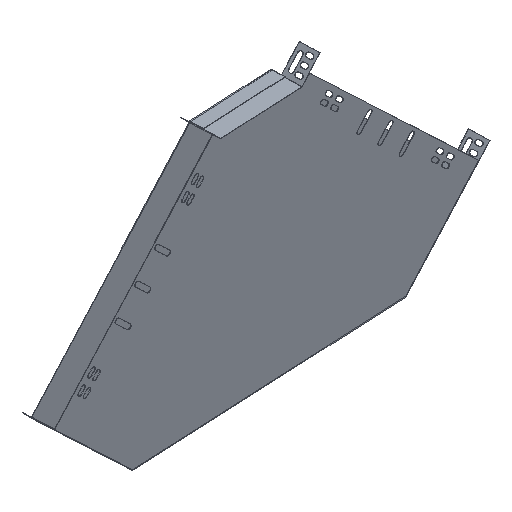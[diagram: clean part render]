
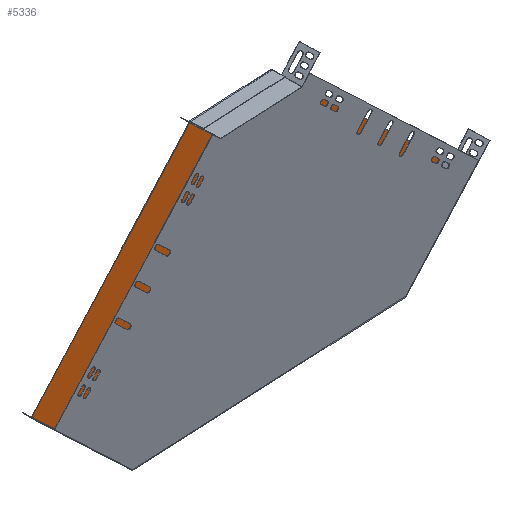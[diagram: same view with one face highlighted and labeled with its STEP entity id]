
A CAD part, isometric view. The second image highlights one B-rep face of the part: STEP entity #5336.
In plain terms, the highlighted planar face has unit normal (0.022, -1, 0.006).
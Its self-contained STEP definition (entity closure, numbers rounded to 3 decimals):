
#323 = VERTEX_POINT ( 'NONE', #6180 ) ;
#358 = CARTESIAN_POINT ( 'NONE',  ( -113.656, 57.768, 356.377 ) ) ;
#364 = LINE ( 'NONE', #3169, #4466 ) ;
#384 = VERTEX_POINT ( 'NONE', #3552 ) ;
#792 = ORIENTED_EDGE ( 'NONE', *, *, #2235, .F. ) ;
#871 = CARTESIAN_POINT ( 'NONE',  ( -255.005, 54.668, 353.055 ) ) ;
#874 = VECTOR ( 'NONE', #2818, 1000. ) ;
#901 = CARTESIAN_POINT ( 'NONE',  ( -410.087, 48.699, -53.278 ) ) ;
#973 = DIRECTION ( 'NONE',  ( -0.687, -0.02, -0.726 ) ) ;
#1025 = LINE ( 'NONE', #1165, #1184 ) ;
#1047 = VERTEX_POINT ( 'NONE', #3857 ) ;
#1059 = VERTEX_POINT ( 'NONE', #2824 ) ;
#1109 = ORIENTED_EDGE ( 'NONE', *, *, #5298, .T. ) ;
#1165 = CARTESIAN_POINT ( 'NONE',  ( -530.656, 46.802, 60.953 ) ) ;
#1184 = VECTOR ( 'NONE', #3296, 1000. ) ;
#1194 = VECTOR ( 'NONE', #4088, 1000. ) ;
#1256 = CARTESIAN_POINT ( 'NONE',  ( -530.656, 46.802, 60.953 ) ) ;
#1393 = FACE_OUTER_BOUND ( 'NONE', #6470, .T. ) ;
#1504 = VERTEX_POINT ( 'NONE', #2353 ) ;
#1595 = CARTESIAN_POINT ( 'NONE',  ( -530.656, 46.802, 60.953 ) ) ;
#1619 = ORIENTED_EDGE ( 'NONE', *, *, #2292, .F. ) ;
#1639 = DIRECTION ( 'NONE',  ( 0.022, -1., 0.006 ) ) ;
#1998 = DIRECTION ( 'NONE',  ( 0.999, 0.022, 0.027 ) ) ;
#2133 = DIRECTION ( 'NONE',  ( 0.726, 0.011, -0.688 ) ) ;
#2150 = EDGE_CURVE ( 'NONE', #6920, #384, #4230, .T. ) ;
#2189 = EDGE_CURVE ( 'NONE', #4756, #1047, #6734, .T. ) ;
#2235 = EDGE_CURVE ( 'NONE', #1504, #3097, #3708, .T. ) ;
#2276 = CARTESIAN_POINT ( 'NONE',  ( -113.669, 57.771, 356.877 ) ) ;
#2286 = VECTOR ( 'NONE', #1998, 1000. ) ;
#2292 = EDGE_CURVE ( 'NONE', #2834, #1504, #364, .T. ) ;
#2353 = CARTESIAN_POINT ( 'NONE',  ( 177.423, 62.349, 80.599 ) ) ;
#2620 = VECTOR ( 'NONE', #2671, 1000. ) ;
#2650 = EDGE_CURVE ( 'NONE', #3791, #323, #1025, .T. ) ;
#2671 = DIRECTION ( 'NONE',  ( 0.687, 0.02, 0.726 ) ) ;
#2735 = ORIENTED_EDGE ( 'NONE', *, *, #2150, .T. ) ;
#2818 = DIRECTION ( 'NONE',  ( 0.027, -0.006, -1. ) ) ;
#2824 = CARTESIAN_POINT ( 'NONE',  ( -254.991, 54.666, 352.555 ) ) ;
#2834 = VERTEX_POINT ( 'NONE', #358 ) ;
#2979 = VECTOR ( 'NONE', #3003, 1000. ) ;
#3002 = ORIENTED_EDGE ( 'NONE', *, *, #5751, .F. ) ;
#3003 = DIRECTION ( 'NONE',  ( 0.027, -0.006, -1. ) ) ;
#3067 = CARTESIAN_POINT ( 'NONE',  ( 63.247, 59.09, -40.479 ) ) ;
#3097 = VERTEX_POINT ( 'NONE', #6632 ) ;
#3152 = LINE ( 'NONE', #6217, #2979 ) ;
#3169 = CARTESIAN_POINT ( 'NONE',  ( -113.656, 57.768, 356.377 ) ) ;
#3296 = DIRECTION ( 'NONE',  ( -0.027, 0.006, 1. ) ) ;
#3552 = CARTESIAN_POINT ( 'NONE',  ( -255.005, 54.668, 353.055 ) ) ;
#3708 = LINE ( 'NONE', #6834, #6238 ) ;
#3719 = LINE ( 'NONE', #2276, #874 ) ;
#3721 = CARTESIAN_POINT ( 'NONE',  ( -254.991, 54.666, 352.555 ) ) ;
#3791 = VERTEX_POINT ( 'NONE', #1256 ) ;
#3857 = CARTESIAN_POINT ( 'NONE',  ( 63.247, 59.09, -40.479 ) ) ;
#3912 = CARTESIAN_POINT ( 'NONE',  ( -113.669, 57.771, 356.877 ) ) ;
#4038 = LINE ( 'NONE', #3721, #2620 ) ;
#4088 = DIRECTION ( 'NONE',  ( -0.999, -0.022, -0.027 ) ) ;
#4184 = DIRECTION ( 'NONE',  ( 0.027, -0.006, -1. ) ) ;
#4230 = LINE ( 'NONE', #871, #1194 ) ;
#4302 = AXIS2_PLACEMENT_3D ( 'NONE', #5912, #1639, #5382 ) ;
#4466 = VECTOR ( 'NONE', #6379, 1000. ) ;
#4743 = ORIENTED_EDGE ( 'NONE', *, *, #5611, .T. ) ;
#4756 = VERTEX_POINT ( 'NONE', #901 ) ;
#4856 = PLANE ( 'NONE',  #4302 ) ;
#4936 = ORIENTED_EDGE ( 'NONE', *, *, #2189, .T. ) ;
#5281 = ORIENTED_EDGE ( 'NONE', *, *, #6063, .F. ) ;
#5298 = EDGE_CURVE ( 'NONE', #3791, #4756, #6005, .T. ) ;
#5336 = ADVANCED_FACE ( 'NONE', ( #1393 ), #4856, .T. ) ;
#5382 = DIRECTION ( 'NONE',  ( 0.027, -0.006, -1. ) ) ;
#5474 = LINE ( 'NONE', #6343, #6743 ) ;
#5611 = EDGE_CURVE ( 'NONE', #384, #1059, #3152, .T. ) ;
#5751 = EDGE_CURVE ( 'NONE', #6920, #2834, #3719, .T. ) ;
#5912 = CARTESIAN_POINT ( 'NONE',  ( 177.423, 62.349, 80.599 ) ) ;
#6005 = LINE ( 'NONE', #1595, #6175 ) ;
#6063 = EDGE_CURVE ( 'NONE', #3097, #1047, #5474, .T. ) ;
#6175 = VECTOR ( 'NONE', #2133, 1000. ) ;
#6180 = CARTESIAN_POINT ( 'NONE',  ( -530.669, 46.805, 61.452 ) ) ;
#6201 = EDGE_CURVE ( 'NONE', #323, #1059, #4038, .T. ) ;
#6217 = CARTESIAN_POINT ( 'NONE',  ( -255.005, 54.668, 353.055 ) ) ;
#6238 = VECTOR ( 'NONE', #4184, 1000. ) ;
#6343 = CARTESIAN_POINT ( 'NONE',  ( 177.436, 62.346, 80.099 ) ) ;
#6379 = DIRECTION ( 'NONE',  ( 0.726, 0.011, -0.688 ) ) ;
#6470 = EDGE_LOOP ( 'NONE', ( #6680, #6690, #1109, #4936, #5281, #792, #1619, #3002, #2735, #4743 ) ) ;
#6632 = CARTESIAN_POINT ( 'NONE',  ( 177.436, 62.346, 80.099 ) ) ;
#6680 = ORIENTED_EDGE ( 'NONE', *, *, #6201, .F. ) ;
#6690 = ORIENTED_EDGE ( 'NONE', *, *, #2650, .F. ) ;
#6734 = LINE ( 'NONE', #3067, #2286 ) ;
#6743 = VECTOR ( 'NONE', #973, 1000. ) ;
#6834 = CARTESIAN_POINT ( 'NONE',  ( 177.423, 62.349, 80.599 ) ) ;
#6920 = VERTEX_POINT ( 'NONE', #3912 ) ;
